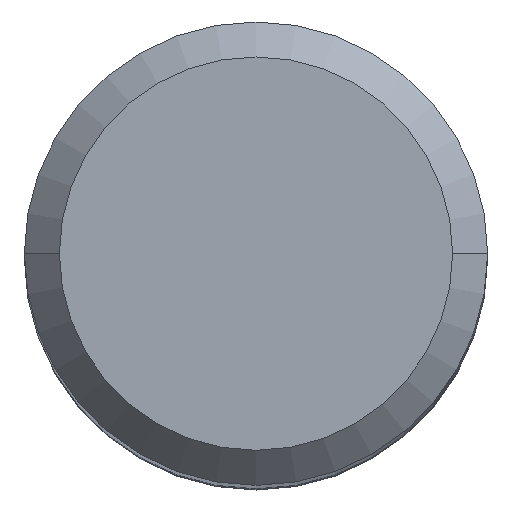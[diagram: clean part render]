
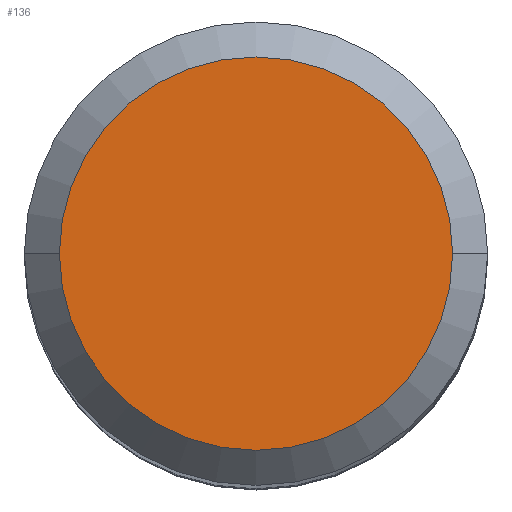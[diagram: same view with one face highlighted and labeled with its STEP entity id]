
A CAD part, top view. The second image highlights one B-rep face of the part: STEP entity #136.
In plain terms, the highlighted planar face has unit normal (0, 0, 1).
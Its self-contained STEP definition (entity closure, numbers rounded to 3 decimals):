
#30=PLANE('',#1009);
#136=ADVANCED_FACE('',(#193),#30,.F.);
#193=FACE_OUTER_BOUND('',#241,.T.);
#241=EDGE_LOOP('',(#412,#413,#414,#415));
#412=ORIENTED_EDGE('',*,*,#616,.F.);
#413=ORIENTED_EDGE('',*,*,#615,.F.);
#414=ORIENTED_EDGE('',*,*,#617,.F.);
#415=ORIENTED_EDGE('',*,*,#618,.F.);
#516=VERTEX_POINT('',#2359);
#517=VERTEX_POINT('',#2361);
#518=VERTEX_POINT('',#2363);
#519=VERTEX_POINT('',#2367);
#615=EDGE_CURVE('',#517,#518,#739,.T.);
#616=EDGE_CURVE('',#518,#516,#740,.T.);
#617=EDGE_CURVE('',#519,#517,#741,.T.);
#618=EDGE_CURVE('',#516,#519,#742,.T.);
#739=CIRCLE('',#1004,6.738);
#740=CIRCLE('',#1005,6.738);
#741=CIRCLE('',#1007,6.738);
#742=CIRCLE('',#1008,6.738);
#1004=AXIS2_PLACEMENT_3D('',#2362,#1242,#1243);
#1005=AXIS2_PLACEMENT_3D('',#2364,#1244,#1245);
#1007=AXIS2_PLACEMENT_3D('',#2366,#1248,#1249);
#1008=AXIS2_PLACEMENT_3D('',#2368,#1250,#1251);
#1009=AXIS2_PLACEMENT_3D('',#2369,#1252,#1253);
#1242=DIRECTION('',(0.,0.,-1.));
#1243=DIRECTION('',(-1.,0.,0.));
#1244=DIRECTION('',(0.,0.,-1.));
#1245=DIRECTION('',(0.,1.,0.));
#1248=DIRECTION('',(0.,0.,-1.));
#1249=DIRECTION('',(0.,-1.,0.));
#1250=DIRECTION('',(0.,0.,-1.));
#1251=DIRECTION('',(1.,0.,0.));
#1252=DIRECTION('',(0.,0.,-1.));
#1253=DIRECTION('',(-1.,0.,0.));
#2359=CARTESIAN_POINT('',(6.738,0.,0.));
#2361=CARTESIAN_POINT('',(-6.738,0.,0.));
#2362=CARTESIAN_POINT('',(0.,0.,0.));
#2363=CARTESIAN_POINT('',(0.,6.738,0.));
#2364=CARTESIAN_POINT('',(0.,0.,0.));
#2366=CARTESIAN_POINT('',(0.,0.,0.));
#2367=CARTESIAN_POINT('',(0.,-6.738,0.));
#2368=CARTESIAN_POINT('',(0.,0.,0.));
#2369=CARTESIAN_POINT('',(0.,0.,0.));
